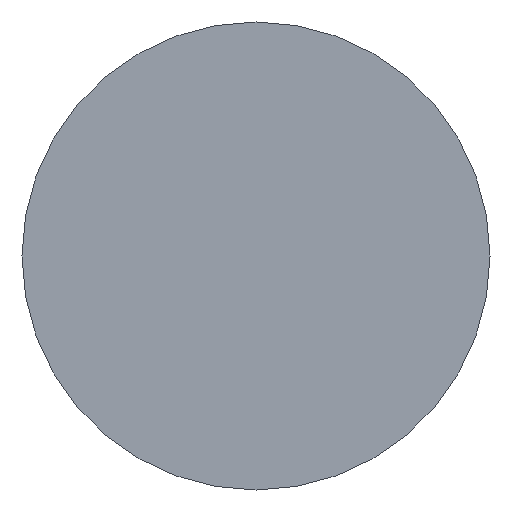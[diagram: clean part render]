
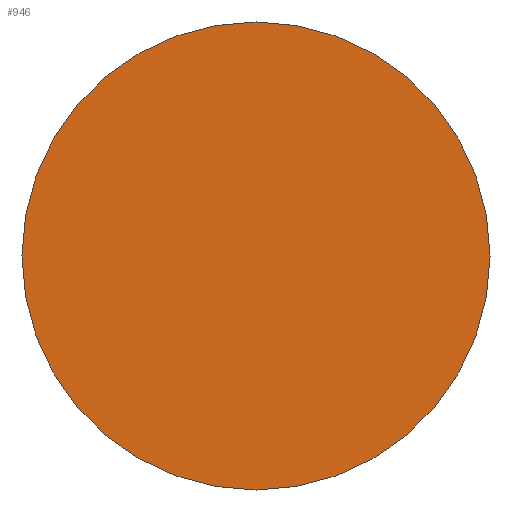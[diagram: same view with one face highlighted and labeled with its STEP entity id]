
A CAD part, front view. The second image highlights one B-rep face of the part: STEP entity #946.
In plain terms, the highlighted planar face has unit normal (0, -1, 0).
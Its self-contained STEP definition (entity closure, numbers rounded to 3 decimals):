
#606 = CARTESIAN_POINT ( 'NONE',  ( 0., 0., -40. ) ) ;
#607 = DIRECTION ( 'NONE',  ( 0., 0., -1. ) ) ;
#608 = DIRECTION ( 'NONE',  ( 0., -1., 0. ) ) ;
#609 = CARTESIAN_POINT ( 'NONE',  ( 0., 0., 0. ) ) ;
#610 = AXIS2_PLACEMENT_3D ( 'NONE', #609, #608, #607 ) ;
#611 = CIRCLE ( 'NONE', #610, 40. ) ;
#612 = CARTESIAN_POINT ( 'NONE',  ( 0., 0., 40. ) ) ;
#744 = PLANE ( 'NONE',  #807 ) ;
#746 = FACE_OUTER_BOUND ( 'NONE', #947, .T. ) ;
#747 = DIRECTION ( 'NONE',  ( 0., 0., -1. ) ) ;
#748 = DIRECTION ( 'NONE',  ( 0., -1., 0. ) ) ;
#749 = CARTESIAN_POINT ( 'NONE',  ( 0., 0., 0. ) ) ;
#750 = AXIS2_PLACEMENT_3D ( 'NONE', #749, #748, #747 ) ;
#751 = CIRCLE ( 'NONE', #750, 40. ) ;
#804 = DIRECTION ( 'NONE',  ( 0., 0., 1. ) ) ;
#805 = DIRECTION ( 'NONE',  ( 0., 1., 0. ) ) ;
#806 = CARTESIAN_POINT ( 'NONE',  ( 0., 0., 40. ) ) ;
#807 = AXIS2_PLACEMENT_3D ( 'NONE', #806, #805, #804 ) ;
#836 = VERTEX_POINT ( 'NONE', #612 ) ;
#838 = EDGE_CURVE ( 'NONE', #839, #836, #611, .T. ) ;
#839 = VERTEX_POINT ( 'NONE', #606 ) ;
#945 = EDGE_CURVE ( 'NONE', #836, #839, #751, .T. ) ;
#946 = ADVANCED_FACE ( 'NONE', ( #746 ), #744, .F. ) ;
#947 = EDGE_LOOP ( 'NONE', ( #948, #949 ) ) ;
#948 = ORIENTED_EDGE ( 'NONE', *, *, #838, .T. ) ;
#949 = ORIENTED_EDGE ( 'NONE', *, *, #945, .T. ) ;
